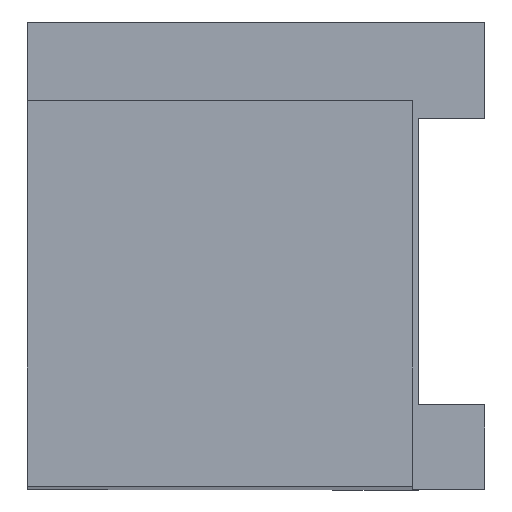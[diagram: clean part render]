
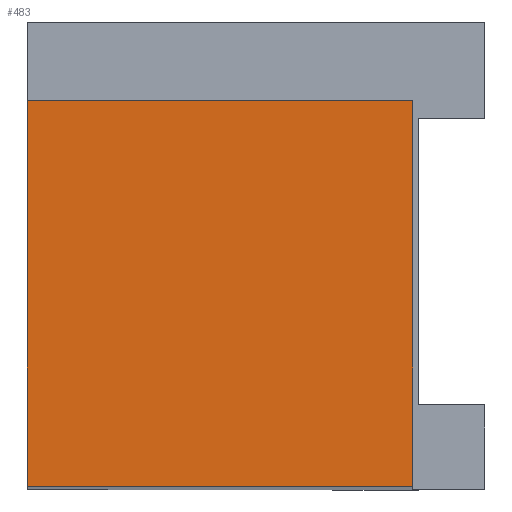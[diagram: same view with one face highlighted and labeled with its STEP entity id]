
A CAD part, top view. The second image highlights one B-rep face of the part: STEP entity #483.
In plain terms, the highlighted planar face has unit normal (0, 0, 1).
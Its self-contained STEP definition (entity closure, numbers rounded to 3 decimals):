
#48=DIRECTION('',(-1.,0.,0.));
#49=VECTOR('',#48,32.);
#50=CARTESIAN_POINT('',(32.,0.,0.));
#51=LINE('',#50,#49);
#56=DIRECTION('',(0.,1.,0.));
#57=VECTOR('',#56,32.);
#58=CARTESIAN_POINT('',(0.,0.,0.));
#59=LINE('',#58,#57);
#63=DIRECTION('',(1.,0.,0.));
#64=VECTOR('',#63,32.);
#65=CARTESIAN_POINT('',(0.,32.,0.));
#66=LINE('',#65,#64);
#70=DIRECTION('',(0.,-1.,0.));
#71=VECTOR('',#70,32.);
#72=CARTESIAN_POINT('',(32.,32.,0.));
#73=LINE('',#72,#71);
#402=CARTESIAN_POINT('',(32.,0.,0.));
#403=CARTESIAN_POINT('',(0.,0.,0.));
#404=VERTEX_POINT('',#402);
#405=VERTEX_POINT('',#403);
#406=CARTESIAN_POINT('',(0.,32.,0.));
#407=VERTEX_POINT('',#406);
#408=CARTESIAN_POINT('',(32.,32.,0.));
#409=VERTEX_POINT('',#408);
#468=CARTESIAN_POINT('',(0.,0.,0.));
#469=DIRECTION('',(0.,0.,-1.));
#470=DIRECTION('',(-1.,0.,0.));
#471=AXIS2_PLACEMENT_3D('',#468,#469,#470);
#472=PLANE('',#471);
#474=ORIENTED_EDGE('',*,*,#473,.T.);
#476=ORIENTED_EDGE('',*,*,#475,.T.);
#478=ORIENTED_EDGE('',*,*,#477,.T.);
#480=ORIENTED_EDGE('',*,*,#479,.T.);
#481=EDGE_LOOP('',(#474,#476,#478,#480));
#482=FACE_OUTER_BOUND('',#481,.F.);
#473=EDGE_CURVE('',#404,#405,#51,.T.);
#475=EDGE_CURVE('',#405,#407,#59,.T.);
#477=EDGE_CURVE('',#407,#409,#66,.T.);
#479=EDGE_CURVE('',#409,#404,#73,.T.);
#483=ADVANCED_FACE('',(#482),#472,.F.);
